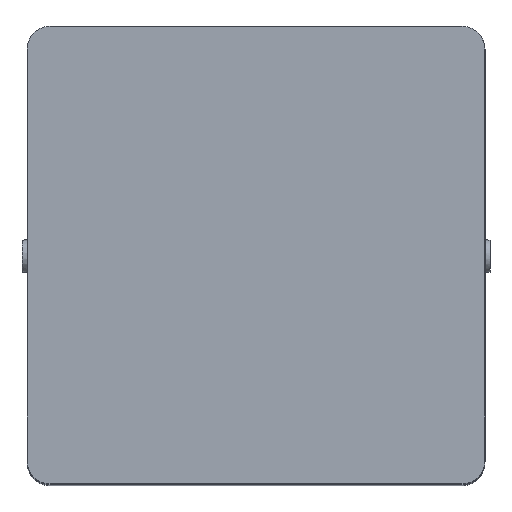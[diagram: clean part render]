
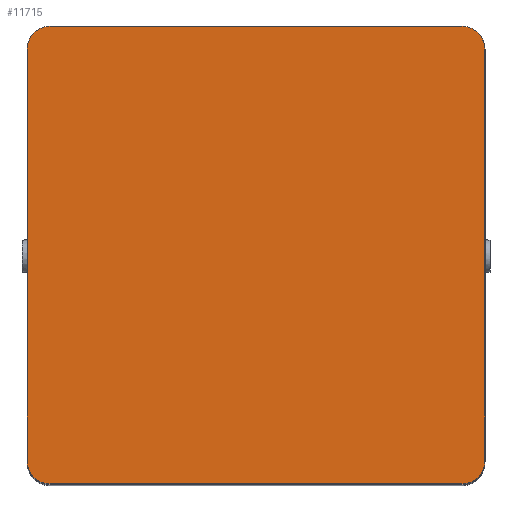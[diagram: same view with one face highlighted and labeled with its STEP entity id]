
A CAD part, top view. The second image highlights one B-rep face of the part: STEP entity #11715.
In plain terms, the highlighted planar face has unit normal (0, 0, 1).
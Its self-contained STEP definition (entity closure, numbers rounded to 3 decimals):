
#1269 = CARTESIAN_POINT ( 'NONE',  ( 1137.317, 2794.765, -1007.009 ) ) ;
#1273 = PLANE ( 'NONE',  #6089 ) ;
#1275 = DIRECTION ( 'NONE',  ( 0., 0., -1. ) ) ;
#1276 = DIRECTION ( 'NONE',  ( -1., 0., 0. ) ) ;
#2342 = EDGE_LOOP ( 'NONE', ( #9604, #9613, #9612, #9611, #9610, #9609, #9622, #9617 ) ) ;
#2746 = CARTESIAN_POINT ( 'NONE',  ( 1245.317, 2800.765, -1007.009 ) ) ;
#4919 = VERTEX_POINT ( 'NONE', #14002 ) ;
#4922 = VERTEX_POINT ( 'NONE', #14088 ) ;
#4926 = VERTEX_POINT ( 'NONE', #13992 ) ;
#4962 = VERTEX_POINT ( 'NONE', #13923 ) ;
#4985 = VERTEX_POINT ( 'NONE', #14064 ) ;
#5089 = VERTEX_POINT ( 'NONE', #7090 ) ;
#5453 = VERTEX_POINT ( 'NONE', #2746 ) ;
#6089 = AXIS2_PLACEMENT_3D ( 'NONE', #1269, #1275, #1276 ) ;
#6401 = VECTOR ( 'NONE', #14537, 1000. ) ;
#6450 = LINE ( 'NONE', #14546, #6401 ) ;
#7090 = CARTESIAN_POINT ( 'NONE',  ( 1137.317, 2800.765, -1007.009 ) ) ;
#7558 = CARTESIAN_POINT ( 'NONE',  ( 1131.317, 2686.765, -1007.009 ) ) ;
#9351 = FACE_OUTER_BOUND ( 'NONE', #2342, .T. ) ;
#9604 = ORIENTED_EDGE ( 'NONE', *, *, #15295, .F. ) ;
#9609 = ORIENTED_EDGE ( 'NONE', *, *, #15304, .F. ) ;
#9610 = ORIENTED_EDGE ( 'NONE', *, *, #15307, .F. ) ;
#9611 = ORIENTED_EDGE ( 'NONE', *, *, #15310, .F. ) ;
#9612 = ORIENTED_EDGE ( 'NONE', *, *, #15313, .F. ) ;
#9613 = ORIENTED_EDGE ( 'NONE', *, *, #15319, .F. ) ;
#9617 = ORIENTED_EDGE ( 'NONE', *, *, #15298, .F. ) ;
#9622 = ORIENTED_EDGE ( 'NONE', *, *, #15301, .F. ) ;
#11715 = ADVANCED_FACE ( 'NONE', ( #9351 ), #1273, .F. ) ;
#12177 = CIRCLE ( 'NONE', #17502, 6. ) ;
#12461 = CIRCLE ( 'NONE', #17504, 6. ) ;
#12463 = VECTOR ( 'NONE', #14599, 1000. ) ;
#12467 = CIRCLE ( 'NONE', #17508, 6. ) ;
#12468 = LINE ( 'NONE', #14608, #12463 ) ;
#12484 = CIRCLE ( 'NONE', #17506, 6. ) ;
#12487 = VECTOR ( 'NONE', #14568, 1000. ) ;
#12493 = LINE ( 'NONE', #14577, #12487 ) ;
#13728 = VERTEX_POINT ( 'NONE', #7558 ) ;
#13923 = CARTESIAN_POINT ( 'NONE',  ( 1131.317, 2794.765, -1007.009 ) ) ;
#13992 = CARTESIAN_POINT ( 'NONE',  ( 1245.317, 2680.765, -1007.009 ) ) ;
#14002 = CARTESIAN_POINT ( 'NONE',  ( 1251.317, 2794.765, -1007.009 ) ) ;
#14064 = CARTESIAN_POINT ( 'NONE',  ( 1137.317, 2680.765, -1007.009 ) ) ;
#14088 = CARTESIAN_POINT ( 'NONE',  ( 1251.317, 2686.765, -1007.009 ) ) ;
#14516 = CARTESIAN_POINT ( 'NONE',  ( 1131.317, 2686.765, -1007.009 ) ) ;
#14524 = DIRECTION ( 'NONE',  ( 0., 1., 0. ) ) ;
#14537 = DIRECTION ( 'NONE',  ( 1., 0., 0. ) ) ;
#14541 = CARTESIAN_POINT ( 'NONE',  ( 1137.317, 2794.765, -1007.009 ) ) ;
#14543 = DIRECTION ( 'NONE',  ( 0., 0., -1. ) ) ;
#14545 = DIRECTION ( 'NONE',  ( -1., 0., 0. ) ) ;
#14546 = CARTESIAN_POINT ( 'NONE',  ( 1137.317, 2800.765, -1007.009 ) ) ;
#14568 = DIRECTION ( 'NONE',  ( 0., -1., 0. ) ) ;
#14572 = CARTESIAN_POINT ( 'NONE',  ( 1245.317, 2794.765, -1007.009 ) ) ;
#14574 = DIRECTION ( 'NONE',  ( 0., 0., -1. ) ) ;
#14575 = DIRECTION ( 'NONE',  ( 0., 1., 0. ) ) ;
#14577 = CARTESIAN_POINT ( 'NONE',  ( 1251.317, 2794.765, -1007.009 ) ) ;
#14599 = DIRECTION ( 'NONE',  ( -1., 0., 0. ) ) ;
#14603 = CARTESIAN_POINT ( 'NONE',  ( 1245.317, 2686.765, -1007.009 ) ) ;
#14605 = DIRECTION ( 'NONE',  ( 0., 0., -1. ) ) ;
#14606 = DIRECTION ( 'NONE',  ( 1., 0., 0. ) ) ;
#14608 = CARTESIAN_POINT ( 'NONE',  ( 1245.317, 2680.765, -1007.009 ) ) ;
#14632 = CARTESIAN_POINT ( 'NONE',  ( 1137.317, 2686.765, -1007.009 ) ) ;
#14634 = DIRECTION ( 'NONE',  ( 0., 0., -1. ) ) ;
#14636 = DIRECTION ( 'NONE',  ( 0., -1., 0. ) ) ;
#14956 = VECTOR ( 'NONE', #14524, 1000. ) ;
#14980 = LINE ( 'NONE', #14516, #14956 ) ;
#15295 = EDGE_CURVE ( 'NONE', #13728, #4962, #14980, .T. ) ;
#15298 = EDGE_CURVE ( 'NONE', #4962, #5089, #12177, .T. ) ;
#15301 = EDGE_CURVE ( 'NONE', #5089, #5453, #6450, .T. ) ;
#15304 = EDGE_CURVE ( 'NONE', #5453, #4919, #12461, .T. ) ;
#15307 = EDGE_CURVE ( 'NONE', #4919, #4922, #12493, .T. ) ;
#15310 = EDGE_CURVE ( 'NONE', #4922, #4926, #12484, .T. ) ;
#15313 = EDGE_CURVE ( 'NONE', #4926, #4985, #12468, .T. ) ;
#15319 = EDGE_CURVE ( 'NONE', #4985, #13728, #12467, .T. ) ;
#17502 = AXIS2_PLACEMENT_3D ( 'NONE', #14541, #14543, #14545 ) ;
#17504 = AXIS2_PLACEMENT_3D ( 'NONE', #14572, #14574, #14575 ) ;
#17506 = AXIS2_PLACEMENT_3D ( 'NONE', #14603, #14605, #14606 ) ;
#17508 = AXIS2_PLACEMENT_3D ( 'NONE', #14632, #14634, #14636 ) ;
